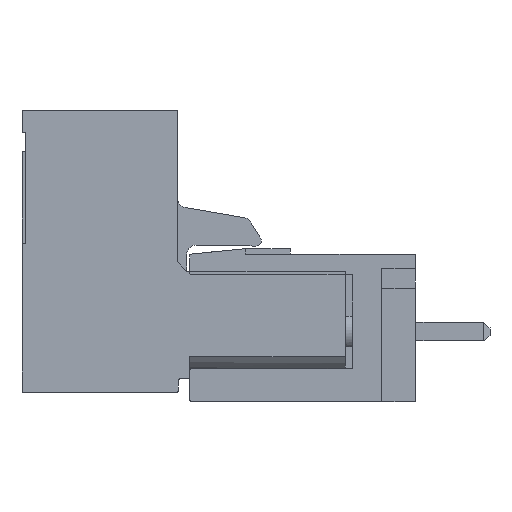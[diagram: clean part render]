
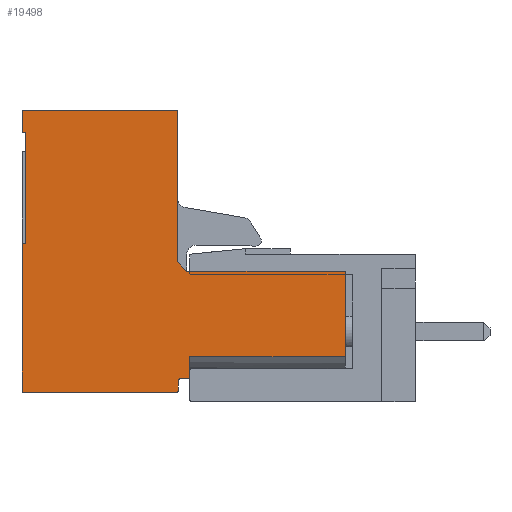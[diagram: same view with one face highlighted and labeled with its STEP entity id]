
A CAD part, left-side view. The second image highlights one B-rep face of the part: STEP entity #19498.
In plain terms, the highlighted planar face has unit normal (-1, 0, 0).
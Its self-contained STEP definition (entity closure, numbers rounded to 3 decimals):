
#234 = VECTOR ( 'NONE', #5585, 1000. ) ;
#643 = AXIS2_PLACEMENT_3D ( 'NONE', #21679, #18974, #8037 ) ;
#661 = ORIENTED_EDGE ( 'NONE', *, *, #11927, .F. ) ;
#740 = CARTESIAN_POINT ( 'NONE',  ( -26.1, 21.08, 8.49 ) ) ;
#872 = DIRECTION ( 'NONE',  ( 0., 0., -1. ) ) ;
#1887 = DIRECTION ( 'NONE',  ( 0., -1., 0. ) ) ;
#1945 = DIRECTION ( 'NONE',  ( 0., 0., -1. ) ) ;
#1991 = ORIENTED_EDGE ( 'NONE', *, *, #4665, .F. ) ;
#2026 = EDGE_LOOP ( 'NONE', ( #5284, #18738, #18410, #14670, #10434, #34854, #30953, #21388, #18141, #23696, #14245, #13441, #23509, #661, #1991, #9827, #35307, #35960 ) ) ;
#3174 = LINE ( 'NONE', #11520, #11981 ) ;
#3514 = VECTOR ( 'NONE', #23052, 1000. ) ;
#3535 = CARTESIAN_POINT ( 'NONE',  ( -26.1, 12.75, 0.51 ) ) ;
#4217 = EDGE_CURVE ( 'NONE', #20586, #22874, #17376, .T. ) ;
#4322 = VECTOR ( 'NONE', #10471, 1000. ) ;
#4325 = EDGE_CURVE ( 'NONE', #9297, #30846, #12247, .T. ) ;
#4652 = LINE ( 'NONE', #26843, #10025 ) ;
#4665 = EDGE_CURVE ( 'NONE', #29224, #30172, #28515, .T. ) ;
#4716 = CIRCLE ( 'NONE', #643, 0.1 ) ;
#4722 = CARTESIAN_POINT ( 'NONE',  ( -26.1, 12.1, 1.329 ) ) ;
#4909 = VERTEX_POINT ( 'NONE', #27740 ) ;
#4995 = PLANE ( 'NONE',  #10483 ) ;
#5233 = CARTESIAN_POINT ( 'NONE',  ( -26.1, 21.08, 0.51 ) ) ;
#5284 = ORIENTED_EDGE ( 'NONE', *, *, #11440, .T. ) ;
#5551 = DIRECTION ( 'NONE',  ( 0., 0., -1. ) ) ;
#5585 = DIRECTION ( 'NONE',  ( 0., 0.707, 0.707 ) ) ;
#6166 = VERTEX_POINT ( 'NONE', #8193 ) ;
#6244 = EDGE_CURVE ( 'NONE', #35903, #15504, #26715, .T. ) ;
#7184 = DIRECTION ( 'NONE',  ( 0., 0., 1. ) ) ;
#7477 = EDGE_CURVE ( 'NONE', #9297, #11383, #24757, .T. ) ;
#7538 = DIRECTION ( 'NONE',  ( 1., 0., 0. ) ) ;
#7721 = CARTESIAN_POINT ( 'NONE',  ( -26.1, 12.8, 0.61 ) ) ;
#7861 = CARTESIAN_POINT ( 'NONE',  ( -26.1, 20.88, 0.51 ) ) ;
#8037 = DIRECTION ( 'NONE',  ( 0., 0., 1. ) ) ;
#8193 = CARTESIAN_POINT ( 'NONE',  ( -26.1, 3.75, 2.411 ) ) ;
#8220 = VECTOR ( 'NONE', #1945, 1000. ) ;
#8503 = CARTESIAN_POINT ( 'NONE',  ( -26.1, 21.08, 0.51 ) ) ;
#8683 = LINE ( 'NONE', #8503, #13792 ) ;
#9191 = CARTESIAN_POINT ( 'NONE',  ( -26.1, 20.88, 8.49 ) ) ;
#9297 = VERTEX_POINT ( 'NONE', #32306 ) ;
#9690 = VERTEX_POINT ( 'NONE', #23985 ) ;
#9827 = ORIENTED_EDGE ( 'NONE', *, *, #35662, .F. ) ;
#10025 = VECTOR ( 'NONE', #1887, 1000. ) ;
#10158 = VECTOR ( 'NONE', #13252, 1000. ) ;
#10231 = VERTEX_POINT ( 'NONE', #22658 ) ;
#10434 = ORIENTED_EDGE ( 'NONE', *, *, #34220, .F. ) ;
#10471 = DIRECTION ( 'NONE',  ( 0., -1., 0. ) ) ;
#10483 = AXIS2_PLACEMENT_3D ( 'NONE', #31187, #16451, #11359 ) ;
#11208 = LINE ( 'NONE', #30861, #234 ) ;
#11359 = DIRECTION ( 'NONE',  ( 0., 0., 1. ) ) ;
#11383 = VERTEX_POINT ( 'NONE', #19647 ) ;
#11440 = EDGE_CURVE ( 'NONE', #32564, #22874, #35638, .T. ) ;
#11520 = CARTESIAN_POINT ( 'NONE',  ( -26.1, 21.08, 2.411 ) ) ;
#11793 = CARTESIAN_POINT ( 'NONE',  ( -26.1, 12.1, 0.51 ) ) ;
#11927 = EDGE_CURVE ( 'NONE', #30172, #30846, #24110, .T. ) ;
#11981 = VECTOR ( 'NONE', #19900, 1000. ) ;
#12011 = CARTESIAN_POINT ( 'NONE',  ( -26.1, 21.08, 15.61 ) ) ;
#12247 = LINE ( 'NONE', #9191, #31313 ) ;
#12895 = CARTESIAN_POINT ( 'NONE',  ( -26.1, 12.7, 0.51 ) ) ;
#13071 = VERTEX_POINT ( 'NONE', #23488 ) ;
#13252 = DIRECTION ( 'NONE',  ( 0., -1., 0. ) ) ;
#13356 = FACE_OUTER_BOUND ( 'NONE', #2026, .T. ) ;
#13441 = ORIENTED_EDGE ( 'NONE', *, *, #7477, .F. ) ;
#13609 = VECTOR ( 'NONE', #14596, 1000. ) ;
#13792 = VECTOR ( 'NONE', #24847, 1000. ) ;
#13886 = CARTESIAN_POINT ( 'NONE',  ( -26.1, 12.7, 0.61 ) ) ;
#13996 = LINE ( 'NONE', #11793, #28315 ) ;
#14245 = ORIENTED_EDGE ( 'NONE', *, *, #18434, .T. ) ;
#14596 = DIRECTION ( 'NONE',  ( 0., 0., -1. ) ) ;
#14670 = ORIENTED_EDGE ( 'NONE', *, *, #28584, .F. ) ;
#15187 = VECTOR ( 'NONE', #7184, 1000. ) ;
#15504 = VERTEX_POINT ( 'NONE', #13886 ) ;
#15652 = CARTESIAN_POINT ( 'NONE',  ( -26.1, 12.7, 1.129 ) ) ;
#15762 = VERTEX_POINT ( 'NONE', #12011 ) ;
#15936 = CARTESIAN_POINT ( 'NONE',  ( -26.1, 12.6, 1.229 ) ) ;
#16124 = LINE ( 'NONE', #24661, #4322 ) ;
#16277 = DIRECTION ( 'NONE',  ( 1., 0., 0. ) ) ;
#16451 = DIRECTION ( 'NONE',  ( 1., 0., 0. ) ) ;
#16461 = DIRECTION ( 'NONE',  ( 0., 0., -1. ) ) ;
#16794 = AXIS2_PLACEMENT_3D ( 'NONE', #30108, #16277, #5551 ) ;
#17038 = VECTOR ( 'NONE', #24393, 1000. ) ;
#17349 = LINE ( 'NONE', #3535, #13609 ) ;
#17366 = CARTESIAN_POINT ( 'NONE',  ( -26.1, 12.2, 1.229 ) ) ;
#17376 = CIRCLE ( 'NONE', #16794, 0.1 ) ;
#18141 = ORIENTED_EDGE ( 'NONE', *, *, #24510, .F. ) ;
#18410 = ORIENTED_EDGE ( 'NONE', *, *, #29095, .F. ) ;
#18434 = EDGE_CURVE ( 'NONE', #4909, #11383, #4652, .T. ) ;
#18738 = ORIENTED_EDGE ( 'NONE', *, *, #4217, .F. ) ;
#18842 = DIRECTION ( 'NONE',  ( 0., 0., 1. ) ) ;
#18974 = DIRECTION ( 'NONE',  ( 1., 0., 0. ) ) ;
#19092 = LINE ( 'NONE', #29627, #10158 ) ;
#19498 = ADVANCED_FACE ( 'NONE', ( #13356 ), #4995, .F. ) ;
#19647 = CARTESIAN_POINT ( 'NONE',  ( -26.1, 20.88, 14.41 ) ) ;
#19900 = DIRECTION ( 'NONE',  ( 0., 1., 0. ) ) ;
#20586 = VERTEX_POINT ( 'NONE', #4722 ) ;
#21388 = ORIENTED_EDGE ( 'NONE', *, *, #26587, .F. ) ;
#21679 = CARTESIAN_POINT ( 'NONE',  ( -26.1, 12.6, 1.129 ) ) ;
#21753 = EDGE_CURVE ( 'NONE', #9690, #21775, #11208, .T. ) ;
#21775 = VERTEX_POINT ( 'NONE', #22119 ) ;
#22005 = CARTESIAN_POINT ( 'NONE',  ( -26.1, 12.7, 1.229 ) ) ;
#22119 = CARTESIAN_POINT ( 'NONE',  ( -26.1, 12.75, 7.49 ) ) ;
#22658 = CARTESIAN_POINT ( 'NONE',  ( -26.1, 12.75, 15.61 ) ) ;
#22874 = VERTEX_POINT ( 'NONE', #17366 ) ;
#23052 = DIRECTION ( 'NONE',  ( 0., 1., 0. ) ) ;
#23191 = EDGE_CURVE ( 'NONE', #9690, #25483, #19092, .T. ) ;
#23275 = CARTESIAN_POINT ( 'NONE',  ( -26.1, 12.8, 0.51 ) ) ;
#23488 = CARTESIAN_POINT ( 'NONE',  ( -26.1, 12.1, 2.411 ) ) ;
#23509 = ORIENTED_EDGE ( 'NONE', *, *, #4325, .T. ) ;
#23696 = ORIENTED_EDGE ( 'NONE', *, *, #29342, .F. ) ;
#23985 = CARTESIAN_POINT ( 'NONE',  ( -26.1, 12.25, 6.99 ) ) ;
#24110 = LINE ( 'NONE', #32108, #15187 ) ;
#24393 = DIRECTION ( 'NONE',  ( 0., 0., 1. ) ) ;
#24510 = EDGE_CURVE ( 'NONE', #15762, #10231, #16124, .T. ) ;
#24661 = CARTESIAN_POINT ( 'NONE',  ( -26.1, 21.08, 15.61 ) ) ;
#24757 = LINE ( 'NONE', #7861, #17038 ) ;
#24847 = DIRECTION ( 'NONE',  ( 0., 0., 1. ) ) ;
#25483 = VERTEX_POINT ( 'NONE', #28994 ) ;
#26587 = EDGE_CURVE ( 'NONE', #10231, #21775, #17349, .T. ) ;
#26715 = LINE ( 'NONE', #12895, #8220 ) ;
#26843 = CARTESIAN_POINT ( 'NONE',  ( -26.1, 20.88, 14.41 ) ) ;
#26886 = AXIS2_PLACEMENT_3D ( 'NONE', #7721, #7538, #18842 ) ;
#27015 = VECTOR ( 'NONE', #33075, 1000. ) ;
#27196 = CARTESIAN_POINT ( 'NONE',  ( -26.1, 3.75, 0.51 ) ) ;
#27740 = CARTESIAN_POINT ( 'NONE',  ( -26.1, 21.08, 14.41 ) ) ;
#28315 = VECTOR ( 'NONE', #872, 1000. ) ;
#28515 = LINE ( 'NONE', #29030, #3514 ) ;
#28584 = EDGE_CURVE ( 'NONE', #6166, #13071, #3174, .T. ) ;
#28994 = CARTESIAN_POINT ( 'NONE',  ( -26.1, 3.75, 6.99 ) ) ;
#29030 = CARTESIAN_POINT ( 'NONE',  ( -26.1, 21.08, 0.51 ) ) ;
#29095 = EDGE_CURVE ( 'NONE', #13071, #20586, #13996, .T. ) ;
#29224 = VERTEX_POINT ( 'NONE', #23275 ) ;
#29342 = EDGE_CURVE ( 'NONE', #4909, #15762, #8683, .T. ) ;
#29627 = CARTESIAN_POINT ( 'NONE',  ( -26.1, 21.08, 6.99 ) ) ;
#29943 = LINE ( 'NONE', #27196, #32511 ) ;
#30108 = CARTESIAN_POINT ( 'NONE',  ( -26.1, 12.2, 1.329 ) ) ;
#30172 = VERTEX_POINT ( 'NONE', #5233 ) ;
#30846 = VERTEX_POINT ( 'NONE', #740 ) ;
#30861 = CARTESIAN_POINT ( 'NONE',  ( -26.1, 12.75, 7.49 ) ) ;
#30953 = ORIENTED_EDGE ( 'NONE', *, *, #21753, .T. ) ;
#31187 = CARTESIAN_POINT ( 'NONE',  ( -26.1, 21.08, 0.51 ) ) ;
#31313 = VECTOR ( 'NONE', #31372, 1000. ) ;
#31372 = DIRECTION ( 'NONE',  ( 0., 1., 0. ) ) ;
#32108 = CARTESIAN_POINT ( 'NONE',  ( -26.1, 21.08, 0.51 ) ) ;
#32306 = CARTESIAN_POINT ( 'NONE',  ( -26.1, 20.88, 8.49 ) ) ;
#32511 = VECTOR ( 'NONE', #16461, 1000. ) ;
#32564 = VERTEX_POINT ( 'NONE', #15936 ) ;
#33075 = DIRECTION ( 'NONE',  ( 0., -1., 0. ) ) ;
#33825 = CIRCLE ( 'NONE', #26886, 0.1 ) ;
#34220 = EDGE_CURVE ( 'NONE', #25483, #6166, #29943, .T. ) ;
#34854 = ORIENTED_EDGE ( 'NONE', *, *, #23191, .F. ) ;
#34973 = EDGE_CURVE ( 'NONE', #35903, #32564, #4716, .T. ) ;
#35307 = ORIENTED_EDGE ( 'NONE', *, *, #6244, .F. ) ;
#35638 = LINE ( 'NONE', #22005, #27015 ) ;
#35662 = EDGE_CURVE ( 'NONE', #15504, #29224, #33825, .T. ) ;
#35903 = VERTEX_POINT ( 'NONE', #15652 ) ;
#35960 = ORIENTED_EDGE ( 'NONE', *, *, #34973, .T. ) ;
